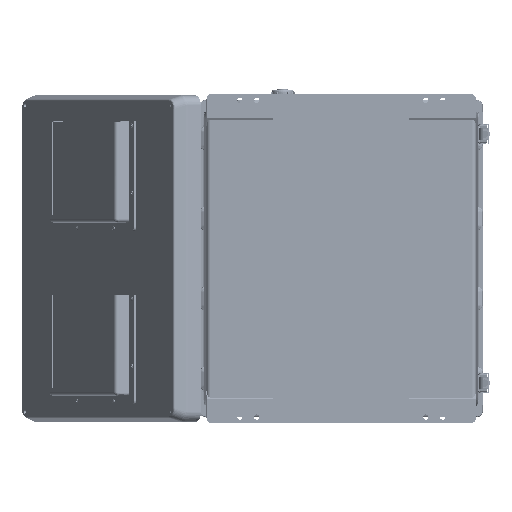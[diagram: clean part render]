
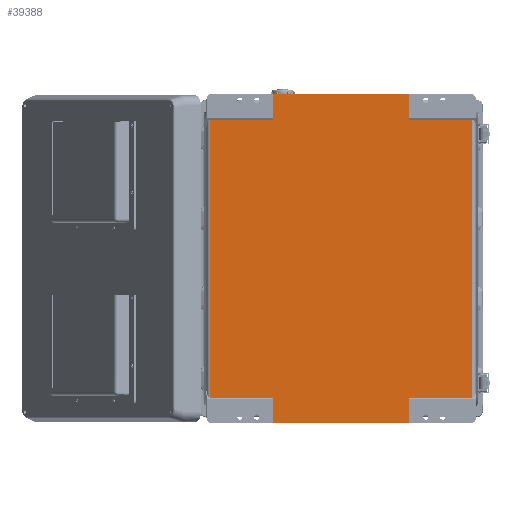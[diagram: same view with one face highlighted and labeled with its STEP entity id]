
A CAD part, front view. The second image highlights one B-rep face of the part: STEP entity #39388.
In plain terms, the highlighted planar face has unit normal (0, -1, 0).
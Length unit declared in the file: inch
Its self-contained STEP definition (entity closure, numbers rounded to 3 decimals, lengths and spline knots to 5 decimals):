
#602 = CARTESIAN_POINT ( 'NONE',  ( 4.03163, 0.05906, -17.96858 ) ) ;
#3633 = CARTESIAN_POINT ( 'NONE',  ( 8.11811, 0.05906, -1.51961 ) ) ;
#5721 = VECTOR ( 'NONE', #87911, 39.37008 ) ;
#6608 = EDGE_CURVE ( 'NONE', #140203, #93528, #47452, .T. ) ;
#7666 = EDGE_CURVE ( 'NONE', #109841, #153163, #35536, .T. ) ;
#8195 = CARTESIAN_POINT ( 'NONE',  ( -7.73754, 0.05906, -1.51961 ) ) ;
#10239 = EDGE_CURVE ( 'NONE', #12463, #140203, #29842, .T. ) ;
#10288 = VECTOR ( 'NONE', #92081, 39.37008 ) ;
#12246 = ORIENTED_EDGE ( 'NONE', *, *, #61678, .F. ) ;
#12256 = CARTESIAN_POINT ( 'NONE',  ( 8.11811, 0.05906, -17.96858 ) ) ;
#12463 = VERTEX_POINT ( 'NONE', #68554 ) ;
#15312 = VERTEX_POINT ( 'NONE', #89271 ) ;
#20021 = EDGE_CURVE ( 'NONE', #34063, #93528, #86547, .T. ) ;
#22101 = VERTEX_POINT ( 'NONE', #137839 ) ;
#22924 = CARTESIAN_POINT ( 'NONE',  ( -8.11811, 0.05906, -1.51961 ) ) ;
#27224 = LINE ( 'NONE', #12256, #167811 ) ;
#28289 = EDGE_LOOP ( 'NONE', ( #149277, #140370, #173591, #43262, #12246, #48157, #82607, #139867, #156840, #169067, #72992, #29924 ) ) ;
#29842 = LINE ( 'NONE', #148731, #72621 ) ;
#29924 = ORIENTED_EDGE ( 'NONE', *, *, #57242, .F. ) ;
#32860 = DIRECTION ( 'NONE',  ( 0., 0., 1. ) ) ;
#34063 = VERTEX_POINT ( 'NONE', #161469 ) ;
#35536 = LINE ( 'NONE', #171935, #70676 ) ;
#39388 = ADVANCED_FACE ( 'NONE', ( #174092 ), #147741, .F. ) ;
#43262 = ORIENTED_EDGE ( 'NONE', *, *, #133805, .F. ) ;
#45873 = DIRECTION ( 'NONE',  ( 1., 0., 0. ) ) ;
#46396 = DIRECTION ( 'NONE',  ( 0., 0., 1. ) ) ;
#47452 = LINE ( 'NONE', #100299, #5721 ) ;
#48157 = ORIENTED_EDGE ( 'NONE', *, *, #154677, .F. ) ;
#48748 = VECTOR ( 'NONE', #70581, 39.37008 ) ;
#48807 = AXIS2_PLACEMENT_3D ( 'NONE', #121336, #164375, #46396 ) ;
#51586 = CARTESIAN_POINT ( 'NONE',  ( -7.73754, 0.05906, -17.96858 ) ) ;
#54149 = DIRECTION ( 'NONE',  ( 0., 0., -1. ) ) ;
#57120 = VECTOR ( 'NONE', #54149, 39.37008 ) ;
#57242 = EDGE_CURVE ( 'NONE', #150328, #34063, #89793, .T. ) ;
#61678 = EDGE_CURVE ( 'NONE', #87233, #132379, #93757, .T. ) ;
#68554 = CARTESIAN_POINT ( 'NONE',  ( 4.03163, 0.05906, -1.51961 ) ) ;
#68783 = DIRECTION ( 'NONE',  ( -1., 0., 0. ) ) ;
#69478 = DIRECTION ( 'NONE',  ( 0., 0., 1. ) ) ;
#70581 = DIRECTION ( 'NONE',  ( 1., 0., 0. ) ) ;
#70676 = VECTOR ( 'NONE', #132330, 39.37008 ) ;
#72621 = VECTOR ( 'NONE', #69478, 39.37008 ) ;
#72992 = ORIENTED_EDGE ( 'NONE', *, *, #20021, .F. ) ;
#75668 = EDGE_CURVE ( 'NONE', #80070, #150328, #128792, .T. ) ;
#76281 = LINE ( 'NONE', #117655, #10288 ) ;
#77814 = DIRECTION ( 'NONE',  ( -1., 0., 0. ) ) ;
#80025 = DIRECTION ( 'NONE',  ( -1., 0., 0. ) ) ;
#80070 = VERTEX_POINT ( 'NONE', #51586 ) ;
#81110 = CARTESIAN_POINT ( 'NONE',  ( -7.73754, 0.05906, -1.51961 ) ) ;
#82268 = CARTESIAN_POINT ( 'NONE',  ( 4.03163, 0.05906, -20.34606 ) ) ;
#82607 = ORIENTED_EDGE ( 'NONE', *, *, #96412, .T. ) ;
#86547 = LINE ( 'NONE', #127064, #108554 ) ;
#87233 = VERTEX_POINT ( 'NONE', #602 ) ;
#87911 = DIRECTION ( 'NONE',  ( -1., 0., 0. ) ) ;
#89271 = CARTESIAN_POINT ( 'NONE',  ( 7.73754, 0.05906, -17.96858 ) ) ;
#89793 = LINE ( 'NONE', #22924, #171613 ) ;
#92081 = DIRECTION ( 'NONE',  ( 0., 0., 1. ) ) ;
#92380 = CARTESIAN_POINT ( 'NONE',  ( -4.03163, 0.05906, -17.96858 ) ) ;
#93528 = VERTEX_POINT ( 'NONE', #169254 ) ;
#93757 = LINE ( 'NONE', #82268, #57120 ) ;
#96412 = EDGE_CURVE ( 'NONE', #15312, #22101, #76281, .T. ) ;
#96856 = VECTOR ( 'NONE', #68783, 39.37008 ) ;
#100299 = CARTESIAN_POINT ( 'NONE',  ( 8.11811, 0.05906, 0. ) ) ;
#108554 = VECTOR ( 'NONE', #32860, 39.37008 ) ;
#109504 = VECTOR ( 'NONE', #162987, 39.37008 ) ;
#109841 = VERTEX_POINT ( 'NONE', #92380 ) ;
#112856 = CARTESIAN_POINT ( 'NONE',  ( 4.03163, 0.05906, -19.48819 ) ) ;
#115817 = CARTESIAN_POINT ( 'NONE',  ( 4.03163, 0.05906, 0. ) ) ;
#116585 = LINE ( 'NONE', #119172, #141270 ) ;
#117655 = CARTESIAN_POINT ( 'NONE',  ( 7.73754, 0.05906, -1.51961 ) ) ;
#119172 = CARTESIAN_POINT ( 'NONE',  ( 8.11811, 0.05906, -19.48819 ) ) ;
#121336 = CARTESIAN_POINT ( 'NONE',  ( 8.11811, 0.05906, -1.51961 ) ) ;
#127064 = CARTESIAN_POINT ( 'NONE',  ( -4.03163, 0.05906, 0.85787 ) ) ;
#128792 = LINE ( 'NONE', #8195, #109504 ) ;
#132330 = DIRECTION ( 'NONE',  ( 0., 0., -1. ) ) ;
#132379 = VERTEX_POINT ( 'NONE', #112856 ) ;
#133805 = EDGE_CURVE ( 'NONE', #132379, #153163, #116585, .T. ) ;
#135739 = LINE ( 'NONE', #149833, #48748 ) ;
#136556 = LINE ( 'NONE', #3633, #96856 ) ;
#137514 = EDGE_CURVE ( 'NONE', #80070, #109841, #135739, .T. ) ;
#137839 = CARTESIAN_POINT ( 'NONE',  ( 7.73754, 0.05906, -1.51961 ) ) ;
#139867 = ORIENTED_EDGE ( 'NONE', *, *, #150640, .T. ) ;
#140203 = VERTEX_POINT ( 'NONE', #115817 ) ;
#140370 = ORIENTED_EDGE ( 'NONE', *, *, #137514, .T. ) ;
#141270 = VECTOR ( 'NONE', #77814, 39.37008 ) ;
#147741 = PLANE ( 'NONE',  #48807 ) ;
#148731 = CARTESIAN_POINT ( 'NONE',  ( 4.03163, 0.05906, 0.85787 ) ) ;
#149277 = ORIENTED_EDGE ( 'NONE', *, *, #75668, .F. ) ;
#149833 = CARTESIAN_POINT ( 'NONE',  ( -8.11811, 0.05906, -17.96858 ) ) ;
#150328 = VERTEX_POINT ( 'NONE', #81110 ) ;
#150640 = EDGE_CURVE ( 'NONE', #22101, #12463, #136556, .T. ) ;
#153163 = VERTEX_POINT ( 'NONE', #156566 ) ;
#154677 = EDGE_CURVE ( 'NONE', #15312, #87233, #27224, .T. ) ;
#156566 = CARTESIAN_POINT ( 'NONE',  ( -4.03163, 0.05906, -19.48819 ) ) ;
#156840 = ORIENTED_EDGE ( 'NONE', *, *, #10239, .T. ) ;
#161469 = CARTESIAN_POINT ( 'NONE',  ( -4.03163, 0.05906, -1.51961 ) ) ;
#162987 = DIRECTION ( 'NONE',  ( 0., 0., 1. ) ) ;
#164375 = DIRECTION ( 'NONE',  ( 0., 1., 0. ) ) ;
#167811 = VECTOR ( 'NONE', #80025, 39.37008 ) ;
#169067 = ORIENTED_EDGE ( 'NONE', *, *, #6608, .T. ) ;
#169254 = CARTESIAN_POINT ( 'NONE',  ( -4.03163, 0.05906, 0. ) ) ;
#171613 = VECTOR ( 'NONE', #45873, 39.37008 ) ;
#171935 = CARTESIAN_POINT ( 'NONE',  ( -4.03163, 0.05906, -20.34606 ) ) ;
#173591 = ORIENTED_EDGE ( 'NONE', *, *, #7666, .T. ) ;
#174092 = FACE_OUTER_BOUND ( 'NONE', #28289, .T. ) ;
